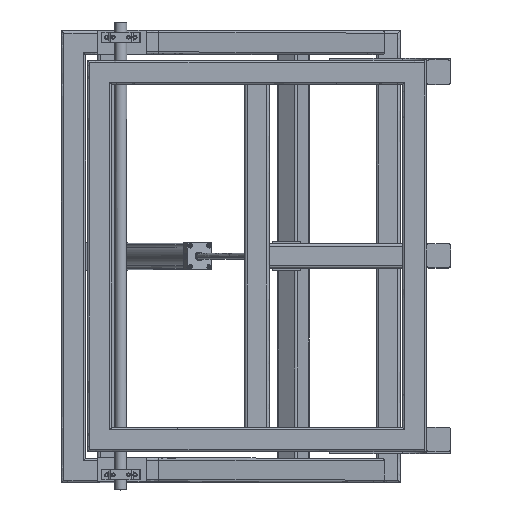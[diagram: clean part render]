
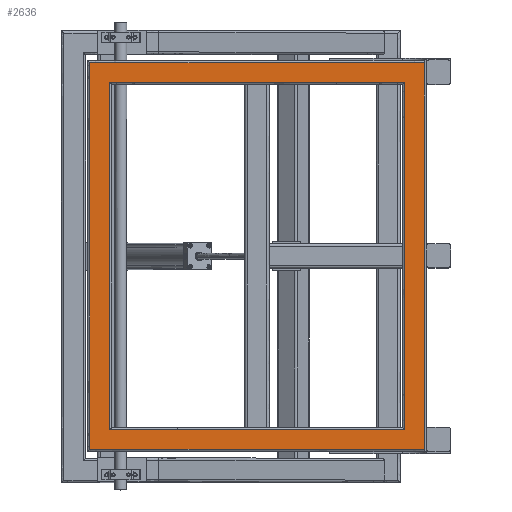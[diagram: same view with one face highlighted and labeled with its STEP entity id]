
A CAD part, top view. The second image highlights one B-rep face of the part: STEP entity #2636.
In plain terms, the highlighted free-form (B-spline) face has degree [1, 1] with [2, 2] control points.
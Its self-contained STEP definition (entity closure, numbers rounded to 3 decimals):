
#2636 = ADVANCED_FACE('',(#2637,#2667),#2697,.T.);
#2637 = FACE_BOUND('',#2638,.T.);
#2638 = EDGE_LOOP('',(#2639,#2648,#2655,#2662));
#2639 = ORIENTED_EDGE('',*,*,#2640,.T.);
#2640 = EDGE_CURVE('',#2641,#2643,#2645,.T.);
#2641 = VERTEX_POINT('',#2642);
#2642 = CARTESIAN_POINT('',(1056.786,-535.223,
    1265.1));
#2643 = VERTEX_POINT('',#2644);
#2644 = CARTESIAN_POINT('',(147.776,-535.223,
    1265.1));
#2645 = B_SPLINE_CURVE_WITH_KNOTS('',1,(#2646,#2647),.UNSPECIFIED.,.F.,
  .F.,(2,2),(164.128,1093.768),
  .PIECEWISE_BEZIER_KNOTS.);
#2646 = CARTESIAN_POINT('',(1056.786,-535.223,
    1265.1));
#2647 = CARTESIAN_POINT('',(147.776,-535.223,
    1265.1));
#2648 = ORIENTED_EDGE('',*,*,#2649,.T.);
#2649 = EDGE_CURVE('',#2643,#2650,#2652,.T.);
#2650 = VERTEX_POINT('',#2651);
#2651 = CARTESIAN_POINT('',(147.776,535.223,
    1265.1));
#2652 = B_SPLINE_CURVE_WITH_KNOTS('',1,(#2653,#2654),.UNSPECIFIED.,.F.,
  .F.,(2,2),(164.128,1258.868),
  .PIECEWISE_BEZIER_KNOTS.);
#2653 = CARTESIAN_POINT('',(147.776,-535.223,
    1265.1));
#2654 = CARTESIAN_POINT('',(147.776,535.223,
    1265.1));
#2655 = ORIENTED_EDGE('',*,*,#2656,.T.);
#2656 = EDGE_CURVE('',#2650,#2657,#2659,.T.);
#2657 = VERTEX_POINT('',#2658);
#2658 = CARTESIAN_POINT('',(1056.786,535.223,
    1265.1));
#2659 = B_SPLINE_CURVE_WITH_KNOTS('',1,(#2660,#2661),.UNSPECIFIED.,.F.,
  .F.,(2,2),(164.128,1093.768),
  .PIECEWISE_BEZIER_KNOTS.);
#2660 = CARTESIAN_POINT('',(147.776,535.223,
    1265.1));
#2661 = CARTESIAN_POINT('',(1056.786,535.223,
    1265.1));
#2662 = ORIENTED_EDGE('',*,*,#2663,.T.);
#2663 = EDGE_CURVE('',#2657,#2641,#2664,.T.);
#2664 = B_SPLINE_CURVE_WITH_KNOTS('',1,(#2665,#2666),.UNSPECIFIED.,.F.,
  .F.,(2,2),(164.128,1258.868),
  .PIECEWISE_BEZIER_KNOTS.);
#2665 = CARTESIAN_POINT('',(1056.786,535.223,
    1265.1));
#2666 = CARTESIAN_POINT('',(1056.786,-535.223,
    1265.1));
#2667 = FACE_BOUND('',#2668,.T.);
#2668 = EDGE_LOOP('',(#2669,#2678,#2685,#2692));
#2669 = ORIENTED_EDGE('',*,*,#2670,.F.);
#2670 = EDGE_CURVE('',#2671,#2673,#2675,.T.);
#2671 = VERTEX_POINT('',#2672);
#2672 = CARTESIAN_POINT('',(1116.393,-594.83,
    1265.1));
#2673 = VERTEX_POINT('',#2674);
#2674 = CARTESIAN_POINT('',(88.169,-594.83,
    1265.1));
#2675 = B_SPLINE_CURVE_WITH_KNOTS('',1,(#2676,#2677),.UNSPECIFIED.,.F.,
  .F.,(2,2),(103.168,1154.728),
  .PIECEWISE_BEZIER_KNOTS.);
#2676 = CARTESIAN_POINT('',(1116.393,-594.83,
    1265.1));
#2677 = CARTESIAN_POINT('',(88.169,-594.83,
    1265.1));
#2678 = ORIENTED_EDGE('',*,*,#2679,.F.);
#2679 = EDGE_CURVE('',#2680,#2671,#2682,.T.);
#2680 = VERTEX_POINT('',#2681);
#2681 = CARTESIAN_POINT('',(1116.393,594.83,
    1265.1));
#2682 = B_SPLINE_CURVE_WITH_KNOTS('',1,(#2683,#2684),.UNSPECIFIED.,.F.,
  .F.,(2,2),(103.168,1319.828),
  .PIECEWISE_BEZIER_KNOTS.);
#2683 = CARTESIAN_POINT('',(1116.393,594.83,
    1265.1));
#2684 = CARTESIAN_POINT('',(1116.393,-594.83,
    1265.1));
#2685 = ORIENTED_EDGE('',*,*,#2686,.F.);
#2686 = EDGE_CURVE('',#2687,#2680,#2689,.T.);
#2687 = VERTEX_POINT('',#2688);
#2688 = CARTESIAN_POINT('',(88.169,594.83,
    1265.1));
#2689 = B_SPLINE_CURVE_WITH_KNOTS('',1,(#2690,#2691),.UNSPECIFIED.,.F.,
  .F.,(2,2),(103.168,1154.728),
  .PIECEWISE_BEZIER_KNOTS.);
#2690 = CARTESIAN_POINT('',(88.169,594.83,
    1265.1));
#2691 = CARTESIAN_POINT('',(1116.393,594.83,
    1265.1));
#2692 = ORIENTED_EDGE('',*,*,#2693,.F.);
#2693 = EDGE_CURVE('',#2673,#2687,#2694,.T.);
#2694 = B_SPLINE_CURVE_WITH_KNOTS('',1,(#2695,#2696),.UNSPECIFIED.,.F.,
  .F.,(2,2),(103.168,1319.828),
  .PIECEWISE_BEZIER_KNOTS.);
#2695 = CARTESIAN_POINT('',(88.169,-594.83,
    1265.1));
#2696 = CARTESIAN_POINT('',(88.169,594.83,
    1265.1));
#2697 = B_SPLINE_SURFACE_WITH_KNOTS('',1,1,(
    (#2698,#2699)
    ,(#2700,#2701
    )),.UNSPECIFIED.,.F.,.F.,.F.,(2,2),(2,2),(-525.78,525.78),(
    -1186.18,30.48),.PIECEWISE_BEZIER_KNOTS.);
#2698 = CARTESIAN_POINT('',(88.169,-594.83,
    1265.1));
#2699 = CARTESIAN_POINT('',(88.169,594.83,
    1265.1));
#2700 = CARTESIAN_POINT('',(1116.393,-594.83,
    1265.1));
#2701 = CARTESIAN_POINT('',(1116.393,594.83,
    1265.1));
